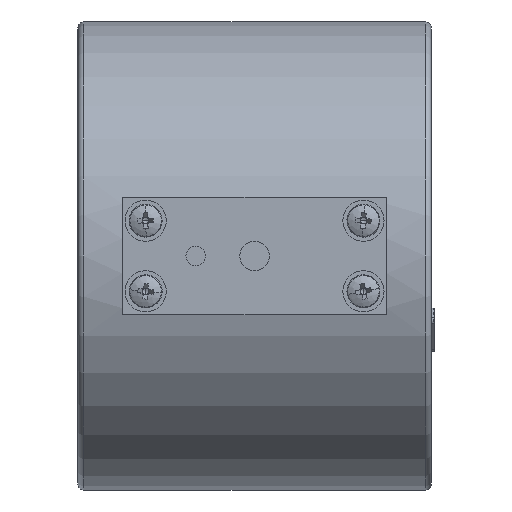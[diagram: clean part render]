
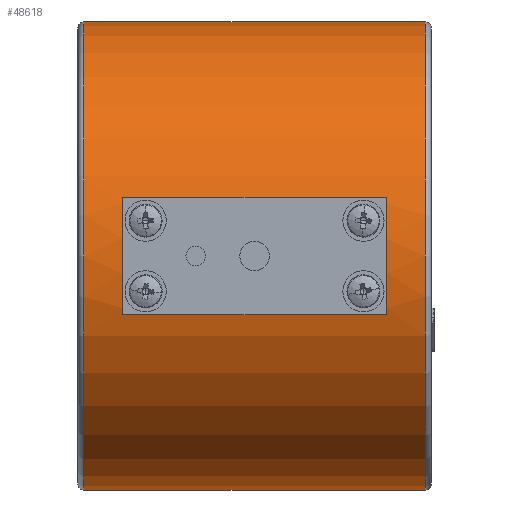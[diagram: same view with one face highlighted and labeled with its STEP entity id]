
A CAD part, front view. The second image highlights one B-rep face of the part: STEP entity #48618.
In plain terms, the highlighted cylindrical face has radius 39.75 mm (diameter 79.5 mm), a partial arc.
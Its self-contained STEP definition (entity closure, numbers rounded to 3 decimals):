
#1211 = AXIS2_PLACEMENT_3D ( 'NONE', #17159, #17162, #17165 ) ;
#1215 = AXIS2_PLACEMENT_3D ( 'NONE', #17194, #17196, #17198 ) ;
#1222 = AXIS2_PLACEMENT_3D ( 'NONE', #17367, #17369, #17370 ) ;
#1266 = AXIS2_PLACEMENT_3D ( 'NONE', #55684, #55686, #55688 ) ;
#13815 = CARTESIAN_POINT ( 'NONE',  ( 52.5, -38.75, -8.86 ) ) ;
#13878 = DIRECTION ( 'NONE',  ( -1., 0., 0. ) ) ;
#17159 = CARTESIAN_POINT ( 'NONE',  ( 1., 0., 0. ) ) ;
#17162 = DIRECTION ( 'NONE',  ( -1., 0., 0. ) ) ;
#17165 = DIRECTION ( 'NONE',  ( 0., 0., 1. ) ) ;
#17194 = CARTESIAN_POINT ( 'NONE',  ( 52.5, 0., 0. ) ) ;
#17196 = DIRECTION ( 'NONE',  ( 1., 0., 0. ) ) ;
#17198 = DIRECTION ( 'NONE',  ( 0., 0., -1. ) ) ;
#17241 = DIRECTION ( 'NONE',  ( -1., 0., 0. ) ) ;
#17244 = CARTESIAN_POINT ( 'NONE',  ( -29.089, 0., 39.75 ) ) ;
#17367 = CARTESIAN_POINT ( 'NONE',  ( 7.5, 0., 0. ) ) ;
#17369 = DIRECTION ( 'NONE',  ( 1., 0., 0. ) ) ;
#17370 = DIRECTION ( 'NONE',  ( 0., 0., -1. ) ) ;
#17492 = CARTESIAN_POINT ( 'NONE',  ( 52.5, -38.75, 8.86 ) ) ;
#17542 = DIRECTION ( 'NONE',  ( -1., 0., 0. ) ) ;
#17781 = CARTESIAN_POINT ( 'NONE',  ( -29.089, 0., -39.75 ) ) ;
#17784 = DIRECTION ( 'NONE',  ( -1., 0., 0. ) ) ;
#30884 = CIRCLE ( 'NONE', #1211, 39.75 ) ;
#30893 = CIRCLE ( 'NONE', #1215, 39.75 ) ;
#30914 = LINE ( 'NONE', #17244, #30916 ) ;
#30916 = VECTOR ( 'NONE', #17241, 1000. ) ;
#30936 = CIRCLE ( 'NONE', #1222, 39.75 ) ;
#30965 = LINE ( 'NONE', #17492, #30969 ) ;
#30969 = VECTOR ( 'NONE', #17542, 1000. ) ;
#31008 = VECTOR ( 'NONE', #17784, 1000. ) ;
#31010 = LINE ( 'NONE', #17781, #31008 ) ;
#31374 = CIRCLE ( 'NONE', #1266, 39.75 ) ;
#48618 = ADVANCED_FACE ( 'NONE', ( #134409, #134414 ), #134417, .T. ) ;
#53401 = CARTESIAN_POINT ( 'NONE',  ( 52.5, -38.75, -8.86 ) ) ;
#53414 = CARTESIAN_POINT ( 'NONE',  ( 1., 0., -39.75 ) ) ;
#53487 = CARTESIAN_POINT ( 'NONE',  ( 59., 0., 39.75 ) ) ;
#53552 = CARTESIAN_POINT ( 'NONE',  ( 7.5, -38.75, -8.86 ) ) ;
#53735 = CARTESIAN_POINT ( 'NONE',  ( 7.5, -38.75, 8.86 ) ) ;
#53753 = CARTESIAN_POINT ( 'NONE',  ( 1., 0., 39.75 ) ) ;
#53779 = CARTESIAN_POINT ( 'NONE',  ( 59., 0., -39.75 ) ) ;
#53787 = CARTESIAN_POINT ( 'NONE',  ( 52.5, -38.75, 8.86 ) ) ;
#55684 = CARTESIAN_POINT ( 'NONE',  ( 59., 0., 0. ) ) ;
#55686 = DIRECTION ( 'NONE',  ( -1., 0., 0. ) ) ;
#55688 = DIRECTION ( 'NONE',  ( 0., 0., 1. ) ) ;
#59032 = EDGE_LOOP ( 'NONE', ( #99994, #99307, #99498, #100001 ) ) ;
#59106 = EDGE_LOOP ( 'NONE', ( #100024, #100009, #99454, #99457 ) ) ;
#75608 = EDGE_CURVE ( 'NONE', #99665, #100568, #30884, .T. ) ;
#75616 = EDGE_CURVE ( 'NONE', #100590, #99536, #30893, .T. ) ;
#75635 = EDGE_CURVE ( 'NONE', #99804, #100568, #30914, .T. ) ;
#75656 = EDGE_CURVE ( 'NONE', #100489, #99996, #30936, .T. ) ;
#75684 = EDGE_CURVE ( 'NONE', #100590, #100489, #30965, .T. ) ;
#75722 = EDGE_CURVE ( 'NONE', #100592, #99665, #31010, .T. ) ;
#76021 = EDGE_CURVE ( 'NONE', #100592, #99804, #31374, .T. ) ;
#76249 = EDGE_CURVE ( 'NONE', #99536, #99996, #80976, .T. ) ;
#80976 = LINE ( 'NONE', #13815, #80983 ) ;
#80983 = VECTOR ( 'NONE', #13878, 1000. ) ;
#88547 = AXIS2_PLACEMENT_3D ( 'NONE', #126188, #126189, #126183 ) ;
#99307 = ORIENTED_EDGE ( 'NONE', *, *, #76021, .T. ) ;
#99454 = ORIENTED_EDGE ( 'NONE', *, *, #76249, .T. ) ;
#99457 = ORIENTED_EDGE ( 'NONE', *, *, #75656, .F. ) ;
#99498 = ORIENTED_EDGE ( 'NONE', *, *, #75635, .T. ) ;
#99536 = VERTEX_POINT ( 'NONE', #53401 ) ;
#99665 = VERTEX_POINT ( 'NONE', #53414 ) ;
#99804 = VERTEX_POINT ( 'NONE', #53487 ) ;
#99994 = ORIENTED_EDGE ( 'NONE', *, *, #75722, .F. ) ;
#99996 = VERTEX_POINT ( 'NONE', #53552 ) ;
#100001 = ORIENTED_EDGE ( 'NONE', *, *, #75608, .F. ) ;
#100009 = ORIENTED_EDGE ( 'NONE', *, *, #75616, .T. ) ;
#100024 = ORIENTED_EDGE ( 'NONE', *, *, #75684, .F. ) ;
#100489 = VERTEX_POINT ( 'NONE', #53735 ) ;
#100568 = VERTEX_POINT ( 'NONE', #53753 ) ;
#100590 = VERTEX_POINT ( 'NONE', #53787 ) ;
#100592 = VERTEX_POINT ( 'NONE', #53779 ) ;
#126183 = DIRECTION ( 'NONE',  ( 0., 0., 1. ) ) ;
#126188 = CARTESIAN_POINT ( 'NONE',  ( -29.089, 0., 0. ) ) ;
#126189 = DIRECTION ( 'NONE',  ( -1., 0., 0. ) ) ;
#134409 = FACE_OUTER_BOUND ( 'NONE', #59032, .T. ) ;
#134414 = FACE_BOUND ( 'NONE', #59106, .T. ) ;
#134417 = CYLINDRICAL_SURFACE ( 'NONE', #88547, 39.75 ) ;
